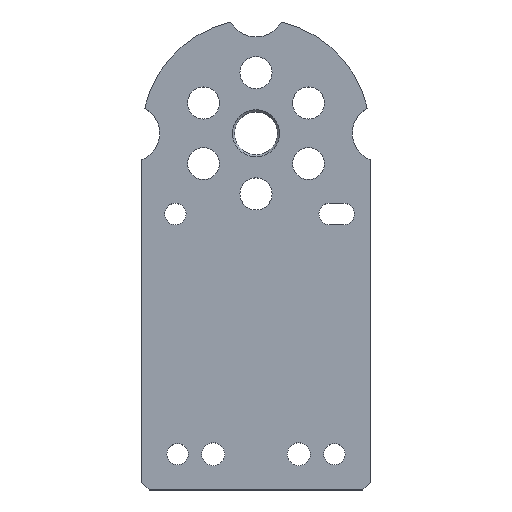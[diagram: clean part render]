
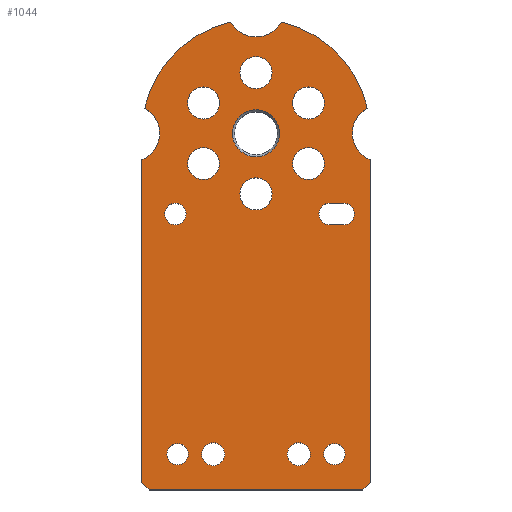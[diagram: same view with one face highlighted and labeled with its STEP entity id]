
A CAD part, top view. The second image highlights one B-rep face of the part: STEP entity #1044.
In plain terms, the highlighted planar face has unit normal (0, 0, 1).
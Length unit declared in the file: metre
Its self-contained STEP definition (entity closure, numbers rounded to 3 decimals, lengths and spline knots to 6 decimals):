
#80=CIRCLE('',#1142,0.016);
#82=CIRCLE('',#1146,0.0015);
#84=CIRCLE('',#1150,0.0015);
#85=CIRCLE('',#1152,0.0015);
#87=CIRCLE('',#1155,0.004);
#88=CIRCLE('',#1156,0.016);
#89=CIRCLE('',#1157,0.004);
#90=CIRCLE('',#1158,0.004);
#91=CIRCLE('',#1159,0.0016);
#92=CIRCLE('',#1160,0.0016);
#93=CIRCLE('',#1161,0.0015);
#94=CIRCLE('',#1162,0.0015);
#95=CIRCLE('',#1163,0.00225);
#96=CIRCLE('',#1164,0.00225);
#97=CIRCLE('',#1165,0.00225);
#98=CIRCLE('',#1166,0.00225);
#99=CIRCLE('',#1167,0.00225);
#100=CIRCLE('',#1168,0.00225);
#101=CIRCLE('',#1169,0.0033);
#192=ORIENTED_EDGE('',*,*,#448,.F.);
#193=ORIENTED_EDGE('',*,*,#449,.T.);
#194=ORIENTED_EDGE('',*,*,#450,.F.);
#195=ORIENTED_EDGE('',*,*,#451,.F.);
#196=ORIENTED_EDGE('',*,*,#452,.T.);
#197=ORIENTED_EDGE('',*,*,#453,.T.);
#198=ORIENTED_EDGE('',*,*,#454,.T.);
#199=ORIENTED_EDGE('',*,*,#455,.T.);
#200=ORIENTED_EDGE('',*,*,#456,.F.);
#201=ORIENTED_EDGE('',*,*,#432,.T.);
#202=ORIENTED_EDGE('',*,*,#446,.F.);
#203=ORIENTED_EDGE('',*,*,#457,.F.);
#204=ORIENTED_EDGE('',*,*,#458,.F.);
#205=ORIENTED_EDGE('',*,*,#459,.T.);
#206=ORIENTED_EDGE('',*,*,#460,.T.);
#207=ORIENTED_EDGE('',*,*,#461,.T.);
#208=ORIENTED_EDGE('',*,*,#462,.T.);
#209=ORIENTED_EDGE('',*,*,#463,.T.);
#210=ORIENTED_EDGE('',*,*,#464,.T.);
#211=ORIENTED_EDGE('',*,*,#465,.T.);
#212=ORIENTED_EDGE('',*,*,#466,.T.);
#213=ORIENTED_EDGE('',*,*,#467,.T.);
#214=ORIENTED_EDGE('',*,*,#445,.F.);
#215=ORIENTED_EDGE('',*,*,#437,.T.);
#216=ORIENTED_EDGE('',*,*,#440,.F.);
#217=ORIENTED_EDGE('',*,*,#443,.F.);
#432=EDGE_CURVE('',#562,#561,#80,.T.);
#437=EDGE_CURVE('',#563,#566,#651,.T.);
#440=EDGE_CURVE('',#568,#566,#82,.T.);
#443=EDGE_CURVE('',#570,#568,#655,.T.);
#445=EDGE_CURVE('',#563,#570,#84,.T.);
#446=EDGE_CURVE('',#571,#571,#85,.T.);
#448=EDGE_CURVE('',#573,#561,#87,.T.);
#449=EDGE_CURVE('',#573,#574,#88,.T.);
#450=EDGE_CURVE('',#575,#574,#89,.T.);
#451=EDGE_CURVE('',#576,#575,#656,.T.);
#452=EDGE_CURVE('',#576,#577,#657,.T.);
#453=EDGE_CURVE('',#577,#578,#658,.T.);
#454=EDGE_CURVE('',#578,#579,#659,.F.);
#455=EDGE_CURVE('',#579,#580,#660,.T.);
#456=EDGE_CURVE('',#562,#580,#90,.T.);
#457=EDGE_CURVE('',#581,#581,#91,.T.);
#458=EDGE_CURVE('',#582,#582,#92,.T.);
#459=EDGE_CURVE('',#583,#583,#93,.F.);
#460=EDGE_CURVE('',#584,#584,#94,.F.);
#461=EDGE_CURVE('',#585,#585,#95,.F.);
#462=EDGE_CURVE('',#586,#586,#96,.F.);
#463=EDGE_CURVE('',#587,#587,#97,.F.);
#464=EDGE_CURVE('',#588,#588,#98,.F.);
#465=EDGE_CURVE('',#589,#589,#99,.F.);
#466=EDGE_CURVE('',#590,#590,#100,.F.);
#467=EDGE_CURVE('',#591,#591,#101,.F.);
#561=VERTEX_POINT('',#1678);
#562=VERTEX_POINT('',#1680);
#563=VERTEX_POINT('',#1684);
#566=VERTEX_POINT('',#1689);
#568=VERTEX_POINT('',#1695);
#570=VERTEX_POINT('',#1701);
#571=VERTEX_POINT('',#1708);
#573=VERTEX_POINT('',#1713);
#574=VERTEX_POINT('',#1715);
#575=VERTEX_POINT('',#1717);
#576=VERTEX_POINT('',#1719);
#577=VERTEX_POINT('',#1721);
#578=VERTEX_POINT('',#1723);
#579=VERTEX_POINT('',#1725);
#580=VERTEX_POINT('',#1727);
#581=VERTEX_POINT('',#1730);
#582=VERTEX_POINT('',#1732);
#583=VERTEX_POINT('',#1734);
#584=VERTEX_POINT('',#1736);
#585=VERTEX_POINT('',#1738);
#586=VERTEX_POINT('',#1740);
#587=VERTEX_POINT('',#1742);
#588=VERTEX_POINT('',#1744);
#589=VERTEX_POINT('',#1746);
#590=VERTEX_POINT('',#1748);
#591=VERTEX_POINT('',#1750);
#651=LINE('',#1690,#709);
#655=LINE('',#1702,#713);
#656=LINE('',#1718,#714);
#657=LINE('',#1720,#715);
#658=LINE('',#1722,#716);
#659=LINE('',#1724,#717);
#660=LINE('',#1726,#718);
#709=VECTOR('',#1335,1.);
#713=VECTOR('',#1347,1.);
#714=VECTOR('',#1368,1.);
#715=VECTOR('',#1369,1.);
#716=VECTOR('',#1370,1.);
#717=VECTOR('',#1371,1.);
#718=VECTOR('',#1372,1.);
#769=EDGE_LOOP('',(#192,#193,#194,#195,#196,#197,#198,#199,#200,#201));
#770=EDGE_LOOP('',(#202));
#771=EDGE_LOOP('',(#203));
#772=EDGE_LOOP('',(#204));
#773=EDGE_LOOP('',(#205));
#774=EDGE_LOOP('',(#206));
#775=EDGE_LOOP('',(#207));
#776=EDGE_LOOP('',(#208));
#777=EDGE_LOOP('',(#209));
#778=EDGE_LOOP('',(#210));
#779=EDGE_LOOP('',(#211));
#780=EDGE_LOOP('',(#212));
#781=EDGE_LOOP('',(#213));
#782=EDGE_LOOP('',(#214,#215,#216,#217));
#899=FACE_BOUND('',#769,.T.);
#900=FACE_BOUND('',#770,.T.);
#901=FACE_BOUND('',#771,.T.);
#902=FACE_BOUND('',#772,.T.);
#903=FACE_BOUND('',#773,.T.);
#904=FACE_BOUND('',#774,.T.);
#905=FACE_BOUND('',#775,.T.);
#906=FACE_BOUND('',#776,.T.);
#907=FACE_BOUND('',#777,.T.);
#908=FACE_BOUND('',#778,.T.);
#909=FACE_BOUND('',#779,.T.);
#910=FACE_BOUND('',#780,.T.);
#911=FACE_BOUND('',#781,.T.);
#912=FACE_BOUND('',#782,.T.);
#1014=PLANE('',#1154);
#1044=ADVANCED_FACE('',(#899,#900,#901,#902,#903,#904,#905,#906,#907,#908,
#909,#910,#911,#912),#1014,.T.);
#1142=AXIS2_PLACEMENT_3D('',#1679,#1327,#1328);
#1146=AXIS2_PLACEMENT_3D('',#1696,#1341,#1342);
#1150=AXIS2_PLACEMENT_3D('',#1705,#1352,#1353);
#1152=AXIS2_PLACEMENT_3D('',#1707,#1356,#1357);
#1154=AXIS2_PLACEMENT_3D('',#1711,#1360,#1361);
#1155=AXIS2_PLACEMENT_3D('',#1712,#1362,#1363);
#1156=AXIS2_PLACEMENT_3D('',#1714,#1364,#1365);
#1157=AXIS2_PLACEMENT_3D('',#1716,#1366,#1367);
#1158=AXIS2_PLACEMENT_3D('',#1728,#1373,#1374);
#1159=AXIS2_PLACEMENT_3D('',#1729,#1375,#1376);
#1160=AXIS2_PLACEMENT_3D('',#1731,#1377,#1378);
#1161=AXIS2_PLACEMENT_3D('',#1733,#1379,#1380);
#1162=AXIS2_PLACEMENT_3D('',#1735,#1381,#1382);
#1163=AXIS2_PLACEMENT_3D('',#1737,#1383,#1384);
#1164=AXIS2_PLACEMENT_3D('',#1739,#1385,#1386);
#1165=AXIS2_PLACEMENT_3D('',#1741,#1387,#1388);
#1166=AXIS2_PLACEMENT_3D('',#1743,#1389,#1390);
#1167=AXIS2_PLACEMENT_3D('',#1745,#1391,#1392);
#1168=AXIS2_PLACEMENT_3D('',#1747,#1393,#1394);
#1169=AXIS2_PLACEMENT_3D('',#1749,#1395,#1396);
#1327=DIRECTION('',(0.,0.,1.));
#1328=DIRECTION('',(1.,0.,0.));
#1335=DIRECTION('',(1.,0.,0.));
#1341=DIRECTION('',(0.,0.,1.));
#1342=DIRECTION('',(1.,0.,0.));
#1347=DIRECTION('',(1.,0.,0.));
#1352=DIRECTION('',(0.,0.,1.));
#1353=DIRECTION('',(1.,0.,0.));
#1356=DIRECTION('',(0.,0.,1.));
#1357=DIRECTION('',(1.,0.,0.));
#1360=DIRECTION('',(0.,0.,1.));
#1361=DIRECTION('',(1.,0.,0.));
#1362=DIRECTION('',(0.,0.,1.));
#1363=DIRECTION('',(1.,0.,0.));
#1364=DIRECTION('',(0.,0.,1.));
#1365=DIRECTION('',(1.,0.,0.));
#1366=DIRECTION('',(0.,0.,1.));
#1367=DIRECTION('',(1.,0.,0.));
#1368=DIRECTION('',(0.,1.,0.));
#1369=DIRECTION('',(0.707,-0.707,0.));
#1370=DIRECTION('',(1.,0.,0.));
#1371=DIRECTION('',(-0.707,-0.707,0.));
#1372=DIRECTION('',(0.,1.,0.));
#1373=DIRECTION('',(0.,0.,1.));
#1374=DIRECTION('',(1.,0.,0.));
#1375=DIRECTION('',(0.,0.,1.));
#1376=DIRECTION('',(1.,0.,0.));
#1377=DIRECTION('',(0.,0.,1.));
#1378=DIRECTION('',(1.,0.,0.));
#1379=DIRECTION('',(0.,0.,1.));
#1380=DIRECTION('',(1.,0.,0.));
#1381=DIRECTION('',(0.,0.,1.));
#1382=DIRECTION('',(1.,0.,0.));
#1383=DIRECTION('',(0.,0.,1.));
#1384=DIRECTION('',(1.,0.,0.));
#1385=DIRECTION('',(0.,0.,1.));
#1386=DIRECTION('',(1.,0.,0.));
#1387=DIRECTION('',(0.,0.,1.));
#1388=DIRECTION('',(1.,0.,0.));
#1389=DIRECTION('',(0.,0.,1.));
#1390=DIRECTION('',(1.,0.,0.));
#1391=DIRECTION('',(0.,0.,1.));
#1392=DIRECTION('',(1.,0.,0.));
#1393=DIRECTION('',(0.,0.,1.));
#1394=DIRECTION('',(1.,0.,0.));
#1395=DIRECTION('',(0.,0.,1.));
#1396=DIRECTION('',(1.,0.,0.));
#1678=CARTESIAN_POINT('',(0.003524,0.065607,0.009));
#1679=CARTESIAN_POINT('',(0.,0.05,0.009));
#1680=CARTESIAN_POINT('',(0.015607,0.053524,0.009));
#1684=CARTESIAN_POINT('',(0.010314,0.040186,0.009));
#1689=CARTESIAN_POINT('',(0.012314,0.040186,0.009));
#1690=CARTESIAN_POINT('',(0.,0.040186,0.009));
#1695=CARTESIAN_POINT('',(0.012314,0.037186,0.009));
#1696=CARTESIAN_POINT('',(0.012314,0.038686,0.009));
#1701=CARTESIAN_POINT('',(0.010314,0.037186,0.009));
#1702=CARTESIAN_POINT('',(0.,0.037186,0.009));
#1705=CARTESIAN_POINT('',(0.010314,0.038686,0.009));
#1707=CARTESIAN_POINT('',(-0.011314,0.038686,0.009));
#1708=CARTESIAN_POINT('',(-0.009814,0.038686,0.009));
#1711=CARTESIAN_POINT('',(0.,0.033,0.009));
#1712=CARTESIAN_POINT('',(0.,0.0675,0.009));
#1713=CARTESIAN_POINT('',(-0.003524,0.065607,0.009));
#1714=CARTESIAN_POINT('',(0.,0.05,0.009));
#1715=CARTESIAN_POINT('',(-0.015607,0.053524,0.009));
#1716=CARTESIAN_POINT('',(-0.0175,0.05,0.009));
#1717=CARTESIAN_POINT('',(-0.016,0.046292,0.009));
#1718=CARTESIAN_POINT('',(-0.016,0.025,0.009));
#1719=CARTESIAN_POINT('',(-0.016,0.001,0.009));
#1720=CARTESIAN_POINT('',(-0.024,0.009,0.009));
#1721=CARTESIAN_POINT('',(-0.015,0.,0.009));
#1722=CARTESIAN_POINT('',(-0.008,0.,0.009));
#1723=CARTESIAN_POINT('',(0.015,0.,0.009));
#1724=CARTESIAN_POINT('',(0.024,0.009,0.009));
#1725=CARTESIAN_POINT('',(0.016,0.001,0.009));
#1726=CARTESIAN_POINT('',(0.016,0.025,0.009));
#1727=CARTESIAN_POINT('',(0.016,0.046292,0.009));
#1728=CARTESIAN_POINT('',(0.0175,0.05,0.009));
#1729=CARTESIAN_POINT('',(-0.006,0.005,0.009));
#1730=CARTESIAN_POINT('',(-0.0044,0.005,0.009));
#1731=CARTESIAN_POINT('',(0.006,0.005,0.009));
#1732=CARTESIAN_POINT('',(0.0076,0.005,0.009));
#1733=CARTESIAN_POINT('',(0.011,0.005,0.009));
#1734=CARTESIAN_POINT('',(0.0125,0.005,0.009));
#1735=CARTESIAN_POINT('',(-0.011,0.005,0.009));
#1736=CARTESIAN_POINT('',(-0.0095,0.005,0.009));
#1737=CARTESIAN_POINT('',(0.007361,0.05425,0.009));
#1738=CARTESIAN_POINT('',(0.009611,0.05425,0.009));
#1739=CARTESIAN_POINT('',(-0.007361,0.05425,0.009));
#1740=CARTESIAN_POINT('',(-0.005111,0.05425,0.009));
#1741=CARTESIAN_POINT('',(0.,0.0415,0.009));
#1742=CARTESIAN_POINT('',(0.00225,0.0415,0.009));
#1743=CARTESIAN_POINT('',(-0.007361,0.04575,0.009));
#1744=CARTESIAN_POINT('',(-0.005111,0.04575,0.009));
#1745=CARTESIAN_POINT('',(0.007361,0.04575,0.009));
#1746=CARTESIAN_POINT('',(0.009611,0.04575,0.009));
#1747=CARTESIAN_POINT('',(0.,0.0585,0.009));
#1748=CARTESIAN_POINT('',(0.00225,0.0585,0.009));
#1749=CARTESIAN_POINT('',(0.,0.05,0.009));
#1750=CARTESIAN_POINT('',(0.0033,0.05,0.009));
